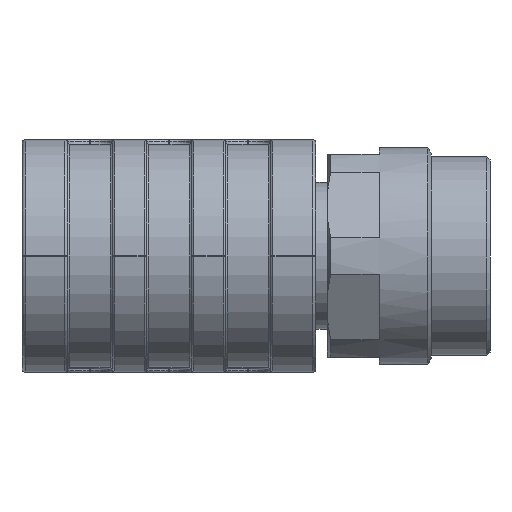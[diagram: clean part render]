
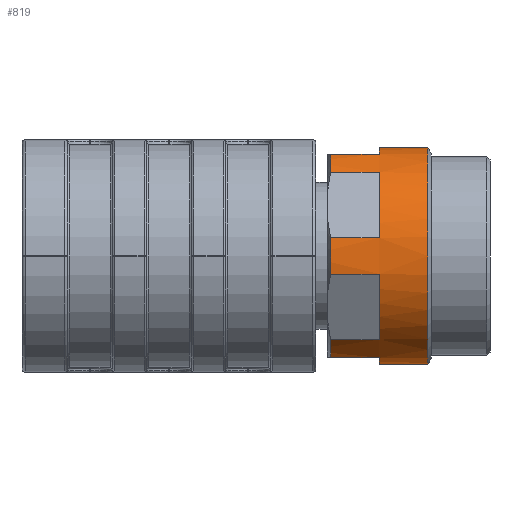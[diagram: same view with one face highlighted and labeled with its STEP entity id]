
A CAD part, front view. The second image highlights one B-rep face of the part: STEP entity #819.
In plain terms, the highlighted cylindrical face has radius 4.8 mm (diameter 9.6 mm), a full revolution.
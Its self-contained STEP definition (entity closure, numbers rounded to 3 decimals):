
#191=CYLINDRICAL_SURFACE('',#4197,4.8);
#298=FACE_BOUND('',#1419,.T.);
#299=FACE_BOUND('',#1420,.T.);
#366=LINE('',#6272,#584);
#367=LINE('',#6276,#585);
#368=LINE('',#6277,#586);
#369=LINE('',#6281,#587);
#370=LINE('',#6282,#588);
#371=LINE('',#6286,#589);
#372=LINE('',#6287,#590);
#373=LINE('',#6291,#591);
#374=LINE('',#6292,#592);
#375=LINE('',#6296,#593);
#376=LINE('',#6297,#594);
#377=LINE('',#6301,#595);
#584=VECTOR('',#4956,1.);
#585=VECTOR('',#4959,1.);
#586=VECTOR('',#4960,1.);
#587=VECTOR('',#4963,1.);
#588=VECTOR('',#4964,1.);
#589=VECTOR('',#4967,1.);
#590=VECTOR('',#4968,1.);
#591=VECTOR('',#4971,1.);
#592=VECTOR('',#4972,1.);
#593=VECTOR('',#4975,1.);
#594=VECTOR('',#4976,1.);
#595=VECTOR('',#4979,1.);
#819=ADVANCED_FACE('',(#298,#299),#191,.T.);
#1419=EDGE_LOOP('',(#1864));
#1420=EDGE_LOOP('',(#1865,#1866,#1867,#1868,#1869,#1870,#1871,#1872,#1873,
#1874,#1875,#1876,#1877,#1878,#1879,#1880,#1881,#1882,#1883,#1884,#1885,
#1886,#1887,#1888));
#1864=ORIENTED_EDGE('',*,*,#3258,.T.);
#1865=ORIENTED_EDGE('',*,*,#3271,.F.);
#1866=ORIENTED_EDGE('',*,*,#3272,.T.);
#1867=ORIENTED_EDGE('',*,*,#3273,.F.);
#1868=ORIENTED_EDGE('',*,*,#3270,.T.);
#1869=ORIENTED_EDGE('',*,*,#3274,.F.);
#1870=ORIENTED_EDGE('',*,*,#3275,.T.);
#1871=ORIENTED_EDGE('',*,*,#3276,.F.);
#1872=ORIENTED_EDGE('',*,*,#3260,.T.);
#1873=ORIENTED_EDGE('',*,*,#3277,.F.);
#1874=ORIENTED_EDGE('',*,*,#3278,.T.);
#1875=ORIENTED_EDGE('',*,*,#3279,.F.);
#1876=ORIENTED_EDGE('',*,*,#3262,.T.);
#1877=ORIENTED_EDGE('',*,*,#3280,.F.);
#1878=ORIENTED_EDGE('',*,*,#3281,.T.);
#1879=ORIENTED_EDGE('',*,*,#3282,.F.);
#1880=ORIENTED_EDGE('',*,*,#3264,.T.);
#1881=ORIENTED_EDGE('',*,*,#3283,.F.);
#1882=ORIENTED_EDGE('',*,*,#3284,.T.);
#1883=ORIENTED_EDGE('',*,*,#3285,.F.);
#1884=ORIENTED_EDGE('',*,*,#3266,.T.);
#1885=ORIENTED_EDGE('',*,*,#3286,.F.);
#1886=ORIENTED_EDGE('',*,*,#3287,.T.);
#1887=ORIENTED_EDGE('',*,*,#3288,.F.);
#1888=ORIENTED_EDGE('',*,*,#3268,.T.);
#2867=VERTEX_POINT('',#6240);
#2868=VERTEX_POINT('',#6243);
#2869=VERTEX_POINT('',#6244);
#2870=VERTEX_POINT('',#6248);
#2871=VERTEX_POINT('',#6249);
#2872=VERTEX_POINT('',#6253);
#2873=VERTEX_POINT('',#6254);
#2874=VERTEX_POINT('',#6258);
#2875=VERTEX_POINT('',#6259);
#2876=VERTEX_POINT('',#6263);
#2877=VERTEX_POINT('',#6264);
#2878=VERTEX_POINT('',#6268);
#2879=VERTEX_POINT('',#6269);
#2880=VERTEX_POINT('',#6273);
#2881=VERTEX_POINT('',#6275);
#2882=VERTEX_POINT('',#6278);
#2883=VERTEX_POINT('',#6280);
#2884=VERTEX_POINT('',#6283);
#2885=VERTEX_POINT('',#6285);
#2886=VERTEX_POINT('',#6288);
#2887=VERTEX_POINT('',#6290);
#2888=VERTEX_POINT('',#6293);
#2889=VERTEX_POINT('',#6295);
#2890=VERTEX_POINT('',#6298);
#2891=VERTEX_POINT('',#6300);
#3258=EDGE_CURVE('',#2867,#2867,#3795,.T.);
#3260=EDGE_CURVE('',#2868,#2869,#3796,.T.);
#3262=EDGE_CURVE('',#2870,#2871,#3797,.T.);
#3264=EDGE_CURVE('',#2872,#2873,#3798,.T.);
#3266=EDGE_CURVE('',#2874,#2875,#3799,.T.);
#3268=EDGE_CURVE('',#2876,#2877,#3800,.T.);
#3270=EDGE_CURVE('',#2878,#2879,#3801,.T.);
#3271=EDGE_CURVE('',#2880,#2877,#366,.T.);
#3272=EDGE_CURVE('',#2880,#2881,#3802,.T.);
#3273=EDGE_CURVE('',#2878,#2881,#367,.T.);
#3274=EDGE_CURVE('',#2882,#2879,#368,.T.);
#3275=EDGE_CURVE('',#2882,#2883,#3803,.T.);
#3276=EDGE_CURVE('',#2868,#2883,#369,.T.);
#3277=EDGE_CURVE('',#2884,#2869,#370,.T.);
#3278=EDGE_CURVE('',#2884,#2885,#3804,.T.);
#3279=EDGE_CURVE('',#2870,#2885,#371,.T.);
#3280=EDGE_CURVE('',#2886,#2871,#372,.T.);
#3281=EDGE_CURVE('',#2886,#2887,#3805,.T.);
#3282=EDGE_CURVE('',#2872,#2887,#373,.T.);
#3283=EDGE_CURVE('',#2888,#2873,#374,.T.);
#3284=EDGE_CURVE('',#2888,#2889,#3806,.T.);
#3285=EDGE_CURVE('',#2874,#2889,#375,.T.);
#3286=EDGE_CURVE('',#2890,#2875,#376,.T.);
#3287=EDGE_CURVE('',#2890,#2891,#3807,.T.);
#3288=EDGE_CURVE('',#2876,#2891,#377,.T.);
#3795=CIRCLE('',#4177,4.8);
#3796=CIRCLE('',#4179,4.8);
#3797=CIRCLE('',#4181,4.8);
#3798=CIRCLE('',#4183,4.8);
#3799=CIRCLE('',#4185,4.8);
#3800=CIRCLE('',#4187,4.8);
#3801=CIRCLE('',#4189,4.8);
#3802=CIRCLE('',#4191,4.8);
#3803=CIRCLE('',#4192,4.8);
#3804=CIRCLE('',#4193,4.8);
#3805=CIRCLE('',#4194,4.8);
#3806=CIRCLE('',#4195,4.8);
#3807=CIRCLE('',#4196,4.8);
#4177=AXIS2_PLACEMENT_3D('',#6239,#4922,#4923);
#4179=AXIS2_PLACEMENT_3D('',#6245,#4927,#4928);
#4181=AXIS2_PLACEMENT_3D('',#6250,#4932,#4933);
#4183=AXIS2_PLACEMENT_3D('',#6255,#4937,#4938);
#4185=AXIS2_PLACEMENT_3D('',#6260,#4942,#4943);
#4187=AXIS2_PLACEMENT_3D('',#6265,#4947,#4948);
#4189=AXIS2_PLACEMENT_3D('',#6270,#4952,#4953);
#4191=AXIS2_PLACEMENT_3D('',#6274,#4957,#4958);
#4192=AXIS2_PLACEMENT_3D('',#6279,#4961,#4962);
#4193=AXIS2_PLACEMENT_3D('',#6284,#4965,#4966);
#4194=AXIS2_PLACEMENT_3D('',#6289,#4969,#4970);
#4195=AXIS2_PLACEMENT_3D('',#6294,#4973,#4974);
#4196=AXIS2_PLACEMENT_3D('',#6299,#4977,#4978);
#4197=AXIS2_PLACEMENT_3D('',#6302,#4980,#4981);
#4922=DIRECTION('',(-1.,0.,0.));
#4923=DIRECTION('',(0.,-1.,0.));
#4927=DIRECTION('',(1.,0.,0.));
#4928=DIRECTION('',(0.,-1.,0.));
#4932=DIRECTION('',(1.,0.,0.));
#4933=DIRECTION('',(0.,-1.,0.));
#4937=DIRECTION('',(1.,0.,0.));
#4938=DIRECTION('',(0.,-1.,0.));
#4942=DIRECTION('',(1.,0.,0.));
#4943=DIRECTION('',(0.,-1.,0.));
#4947=DIRECTION('',(1.,0.,0.));
#4948=DIRECTION('',(0.,-1.,0.));
#4952=DIRECTION('',(1.,0.,0.));
#4953=DIRECTION('',(0.,-1.,0.));
#4956=DIRECTION('',(1.,0.,0.));
#4957=DIRECTION('',(1.,0.,0.));
#4958=DIRECTION('',(0.,-1.,0.));
#4959=DIRECTION('',(-1.,0.,0.));
#4960=DIRECTION('',(1.,0.,0.));
#4961=DIRECTION('',(1.,0.,0.));
#4962=DIRECTION('',(0.,-1.,0.));
#4963=DIRECTION('',(-1.,0.,0.));
#4964=DIRECTION('',(1.,0.,0.));
#4965=DIRECTION('',(1.,0.,0.));
#4966=DIRECTION('',(0.,-1.,0.));
#4967=DIRECTION('',(-1.,0.,0.));
#4968=DIRECTION('',(1.,0.,0.));
#4969=DIRECTION('',(1.,0.,0.));
#4970=DIRECTION('',(0.,-1.,0.));
#4971=DIRECTION('',(-1.,0.,0.));
#4972=DIRECTION('',(1.,0.,0.));
#4973=DIRECTION('',(1.,0.,0.));
#4974=DIRECTION('',(0.,-1.,0.));
#4975=DIRECTION('',(-1.,0.,0.));
#4976=DIRECTION('',(1.,0.,0.));
#4977=DIRECTION('',(1.,0.,0.));
#4978=DIRECTION('',(0.,-1.,0.));
#4979=DIRECTION('',(-1.,0.,0.));
#4980=DIRECTION('',(1.,0.,0.));
#4981=DIRECTION('',(0.,1.,0.));
#6239=CARTESIAN_POINT('',(118.475,-9.65,0.001));
#6240=CARTESIAN_POINT('',(118.475,-14.45,0.001));
#6243=CARTESIAN_POINT('',(116.325,-6.588,-3.696));
#6244=CARTESIAN_POINT('',(116.325,-4.918,-0.802));
#6245=CARTESIAN_POINT('',(116.325,-9.65,0.001));
#6248=CARTESIAN_POINT('',(116.325,-4.918,0.804));
#6249=CARTESIAN_POINT('',(116.325,-6.588,3.698));
#6250=CARTESIAN_POINT('',(116.325,-9.65,0.001));
#6253=CARTESIAN_POINT('',(116.325,-7.98,4.501));
#6254=CARTESIAN_POINT('',(116.325,-11.32,4.501));
#6255=CARTESIAN_POINT('',(116.325,-9.65,0.001));
#6258=CARTESIAN_POINT('',(116.325,-12.712,3.698));
#6259=CARTESIAN_POINT('',(116.325,-14.382,0.804));
#6260=CARTESIAN_POINT('',(116.325,-9.65,0.001));
#6263=CARTESIAN_POINT('',(116.325,-14.382,-0.802));
#6264=CARTESIAN_POINT('',(116.325,-12.712,-3.696));
#6265=CARTESIAN_POINT('',(116.325,-9.65,0.001));
#6268=CARTESIAN_POINT('',(116.325,-11.32,-4.499));
#6269=CARTESIAN_POINT('',(116.325,-7.98,-4.499));
#6270=CARTESIAN_POINT('',(116.325,-9.65,0.001));
#6272=CARTESIAN_POINT('',(146.025,-12.712,-3.696));
#6273=CARTESIAN_POINT('',(114.175,-12.712,-3.696));
#6274=CARTESIAN_POINT('',(114.175,-9.65,0.001));
#6275=CARTESIAN_POINT('',(114.175,-11.32,-4.499));
#6276=CARTESIAN_POINT('',(146.025,-11.32,-4.499));
#6277=CARTESIAN_POINT('',(146.025,-7.98,-4.499));
#6278=CARTESIAN_POINT('',(114.175,-7.98,-4.499));
#6279=CARTESIAN_POINT('',(114.175,-9.65,0.001));
#6280=CARTESIAN_POINT('',(114.175,-6.588,-3.696));
#6281=CARTESIAN_POINT('',(146.025,-6.588,-3.696));
#6282=CARTESIAN_POINT('',(146.025,-4.918,-0.802));
#6283=CARTESIAN_POINT('',(114.175,-4.918,-0.802));
#6284=CARTESIAN_POINT('',(114.175,-9.65,0.001));
#6285=CARTESIAN_POINT('',(114.175,-4.918,0.804));
#6286=CARTESIAN_POINT('',(146.025,-4.918,0.804));
#6287=CARTESIAN_POINT('',(146.025,-6.588,3.698));
#6288=CARTESIAN_POINT('',(114.175,-6.588,3.698));
#6289=CARTESIAN_POINT('',(114.175,-9.65,0.001));
#6290=CARTESIAN_POINT('',(114.175,-7.98,4.501));
#6291=CARTESIAN_POINT('',(146.025,-7.98,4.501));
#6292=CARTESIAN_POINT('',(146.025,-11.32,4.501));
#6293=CARTESIAN_POINT('',(114.175,-11.32,4.501));
#6294=CARTESIAN_POINT('',(114.175,-9.65,0.001));
#6295=CARTESIAN_POINT('',(114.175,-12.712,3.698));
#6296=CARTESIAN_POINT('',(146.025,-12.712,3.698));
#6297=CARTESIAN_POINT('',(146.025,-14.382,0.804));
#6298=CARTESIAN_POINT('',(114.175,-14.382,0.804));
#6299=CARTESIAN_POINT('',(114.175,-9.65,0.001));
#6300=CARTESIAN_POINT('',(114.175,-14.382,-0.802));
#6301=CARTESIAN_POINT('',(146.025,-14.382,-0.802));
#6302=CARTESIAN_POINT('',(146.025,-9.65,0.001));
